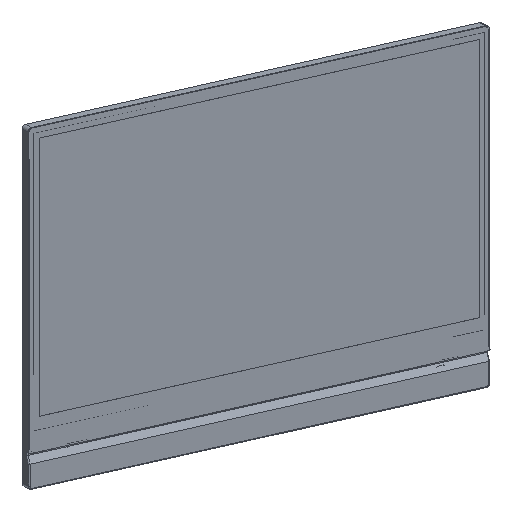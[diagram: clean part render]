
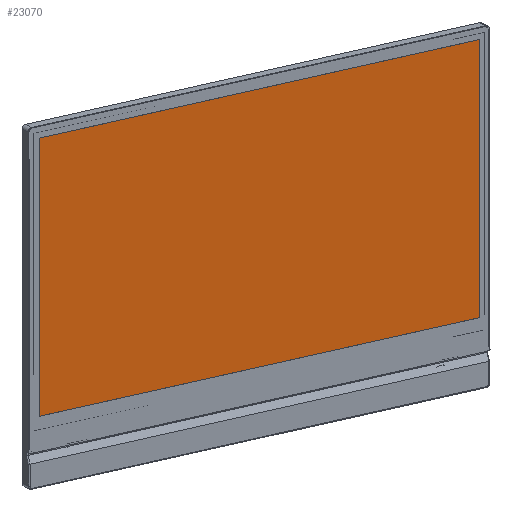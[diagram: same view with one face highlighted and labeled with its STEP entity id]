
A CAD part, top view. The second image highlights one B-rep face of the part: STEP entity #23070.
In plain terms, the highlighted face is planar.
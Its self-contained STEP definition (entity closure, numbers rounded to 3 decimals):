
#22972=CARTESIAN_POINT('Vertex',(-190.444,8.9,-55.188)) ;
#22975=CARTESIAN_POINT('Line Origine',(-190.444,8.9,-162.094)) ;
#22979=CARTESIAN_POINT('Vertex',(-190.444,8.9,-269.)) ;
#22999=CARTESIAN_POINT('Line Origine',(0.,8.9,-269.)) ;
#23003=CARTESIAN_POINT('Vertex',(190.444,8.9,-269.)) ;
#23023=CARTESIAN_POINT('Line Origine',(190.444,8.9,-162.094)) ;
#23027=CARTESIAN_POINT('Vertex',(190.444,8.9,-55.188)) ;
#23047=CARTESIAN_POINT('Line Origine',(0.,8.9,-55.188)) ;
#23059=CARTESIAN_POINT('Axis2P3D Location',(0.,8.9,-28.)) ;
#22976=DIRECTION('Vector Direction',(0.,0.,-1.)) ;
#23000=DIRECTION('Vector Direction',(1.,0.,0.)) ;
#23024=DIRECTION('Vector Direction',(0.,0.,1.)) ;
#23048=DIRECTION('Vector Direction',(-1.,0.,0.)) ;
#23060=DIRECTION('Axis2P3D Direction',(-0.,1.,0.)) ;
#23061=DIRECTION('Axis2P3D XDirection',(1.,0.,0.)) ;
#23062=AXIS2_PLACEMENT_3D('Plane Axis2P3D',#23059,#23060,#23061) ;
#23065=ORIENTED_EDGE('',*,*,#23005,.F.) ;
#23066=ORIENTED_EDGE('',*,*,#22981,.F.) ;
#23067=ORIENTED_EDGE('',*,*,#23051,.F.) ;
#23068=ORIENTED_EDGE('',*,*,#23029,.F.) ;
#22977=VECTOR('Line Direction',#22976,1.) ;
#23001=VECTOR('Line Direction',#23000,1.) ;
#23025=VECTOR('Line Direction',#23024,1.) ;
#23049=VECTOR('Line Direction',#23048,1.) ;
#23070=ADVANCED_FACE('79\\MANIFOLD_SOLID_BREP #26742',(#23069),#23063,.T.) ;
#22981=EDGE_CURVE('',#22973,#22980,#22978,.T.) ;
#23005=EDGE_CURVE('',#22980,#23004,#23002,.T.) ;
#23029=EDGE_CURVE('',#23004,#23028,#23026,.T.) ;
#23051=EDGE_CURVE('',#23028,#22973,#23050,.T.) ;
#23064=EDGE_LOOP('',(#23065,#23066,#23067,#23068)) ;
#23069=FACE_OUTER_BOUND('',#23064,.T.) ;
#22978=LINE('Line',#22975,#22977) ;
#23002=LINE('Line',#22999,#23001) ;
#23026=LINE('Line',#23023,#23025) ;
#23050=LINE('Line',#23047,#23049) ;
#23063=PLANE('',#23062) ;
#22973=VERTEX_POINT('',#22972) ;
#22980=VERTEX_POINT('',#22979) ;
#23004=VERTEX_POINT('',#23003) ;
#23028=VERTEX_POINT('',#23027) ;
